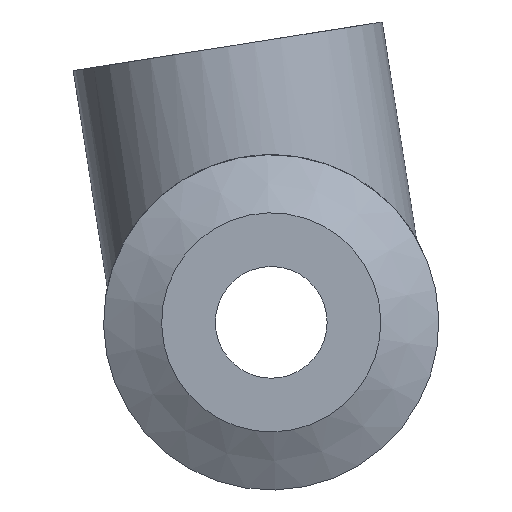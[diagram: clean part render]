
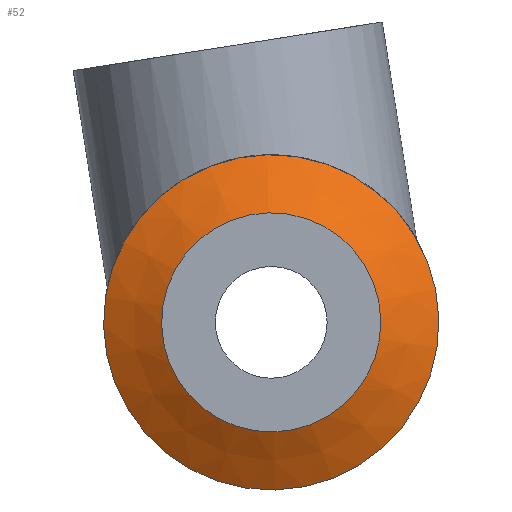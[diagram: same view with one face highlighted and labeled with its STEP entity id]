
A CAD part, left-side view. The second image highlights one B-rep face of the part: STEP entity #52.
In plain terms, the highlighted conical face has half-angle 60 degrees and reference radius 19.05 mm.
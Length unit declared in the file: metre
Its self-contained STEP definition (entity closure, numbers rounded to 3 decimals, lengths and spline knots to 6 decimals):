
#52 = ADVANCED_FACE( '', ( #107, #108 ), #109, .T. );
#107 = FACE_BOUND( '', #154, .T. );
#108 = FACE_OUTER_BOUND( '', #155, .T. );
#109 = CONICAL_SURFACE( '', #156, 0.01905, 1.047 );
#154 = EDGE_LOOP( '', ( #213 ) );
#155 = EDGE_LOOP( '', ( #214 ) );
#156 = AXIS2_PLACEMENT_3D( '', #215, #216, #217 );
#213 = ORIENTED_EDGE( '', *, *, #233, .F. );
#214 = ORIENTED_EDGE( '', *, *, #227, .F. );
#215 = CARTESIAN_POINT( '', ( -0.056515, -2.618676, 1.269589 ) );
#216 = DIRECTION( '', ( 1., 0., 0. ) );
#217 = DIRECTION( '', ( 0., 0.364, 0.931 ) );
#227 = EDGE_CURVE( '', #252, #252, #253, .T. );
#233 = EDGE_CURVE( '', #261, #261, #262, .F. );
#252 = VERTEX_POINT( '', #282 );
#253 = CIRCLE( '', #283, 0.01905 );
#261 = VERTEX_POINT( '', #416 );
#262 = CIRCLE( '', #417, 0.012451 );
#282 = CARTESIAN_POINT( '', ( -0.056515, -2.611744, 1.287333 ) );
#283 = AXIS2_PLACEMENT_3D( '', #438, #439, #440 );
#416 = CARTESIAN_POINT( '', ( -0.060325, -2.614146, 1.281186 ) );
#417 = AXIS2_PLACEMENT_3D( '', #444, #445, #446 );
#438 = CARTESIAN_POINT( '', ( -0.056515, -2.618676, 1.269589 ) );
#439 = DIRECTION( '', ( 1., 0., 0. ) );
#440 = DIRECTION( '', ( 0., 0.364, 0.931 ) );
#444 = CARTESIAN_POINT( '', ( -0.060325, -2.618676, 1.269589 ) );
#445 = DIRECTION( '', ( 1., 0., 0. ) );
#446 = DIRECTION( '', ( 0., 0.364, 0.931 ) );
